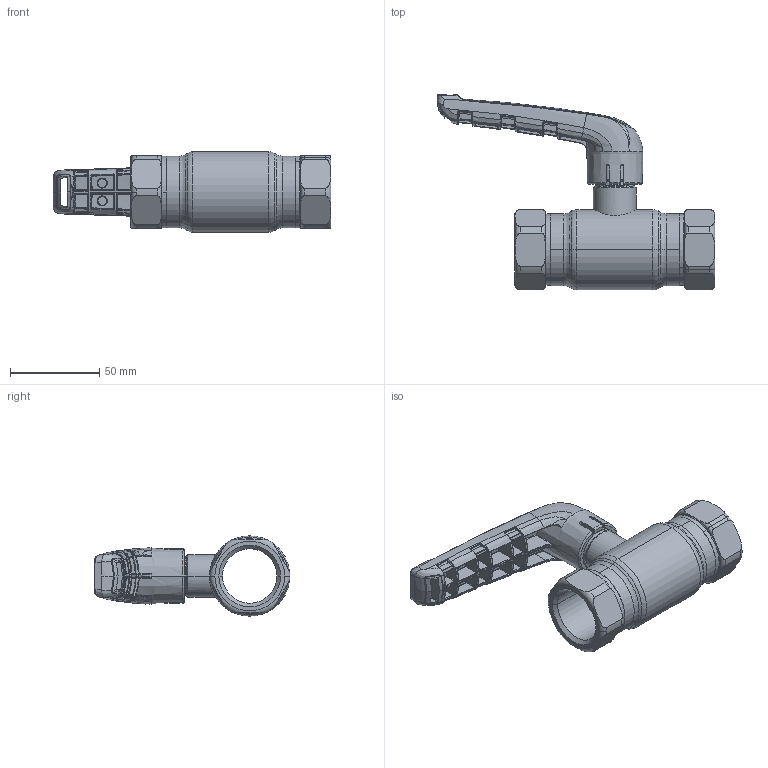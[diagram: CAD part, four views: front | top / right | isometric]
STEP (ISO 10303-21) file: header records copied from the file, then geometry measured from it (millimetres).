
FILE_DESCRIPTION (( 'STEP AP214' ), '1' );
FILE_NAME ('1025002000-xxxx.step', '2019-05-07T11:43:14', ( '' ), ( '' ), 'SwSTEP 2.0', 'SolidWorks 2017', '' );
FILE_SCHEMA (( 'AUTOMOTIVE_DESIGN' ));
Length unit declared in the file: millimetre
Products named in the file (1): 1025002000-xxxx
Bounding box: 155.57 x 109.61 x 45 mm (x, y, z)
Surface area: 42099.7 mm2 (no closed solid volume)
Topology: 0 solids, 7 shells, 810 faces, 2410 edges, 1520 vertices
Faces by surface type: bspline 619, plane 67, cylinder 54, torus 39, cone 19, sphere 12
Entity records: 60942 total; most frequent: CARTESIAN_POINT 36029, ORIENTED_EDGE 4152, EDGE_CURVE 2396, DIRECTION 1732, B_SPLINE_CURVE_WITH_KNOTS 1636, VERTEX_POINT 1514, EDGE_LOOP 829, UNCERTAINTY_MEASURE_WITH_UNIT 812
